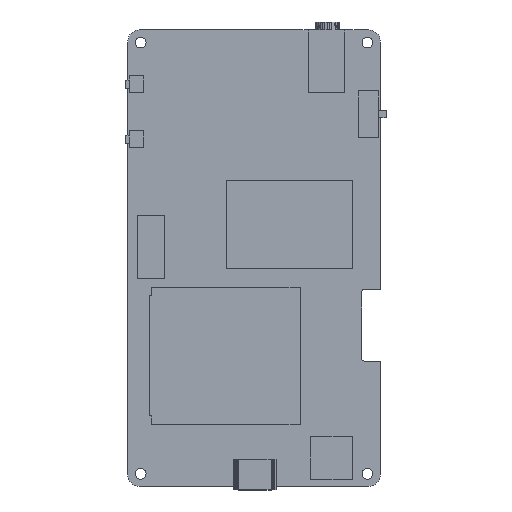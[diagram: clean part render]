
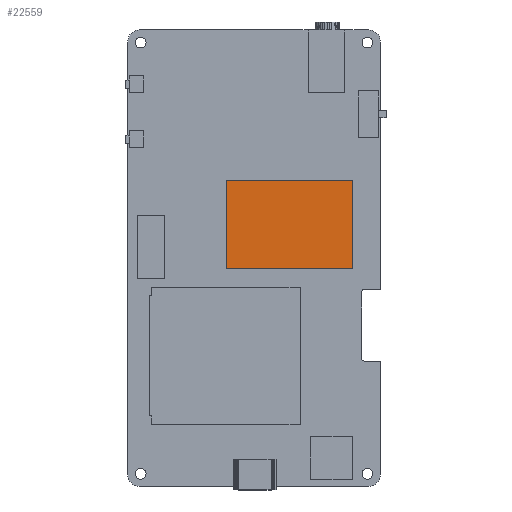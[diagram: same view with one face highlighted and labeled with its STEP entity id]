
A CAD part, top view. The second image highlights one B-rep face of the part: STEP entity #22559.
In plain terms, the highlighted planar face has unit normal (0, 0, 1).
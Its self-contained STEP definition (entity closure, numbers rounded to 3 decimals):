
#21352 = PLANE('',#21353);
#21353 = AXIS2_PLACEMENT_3D('',#21354,#21355,#21356);
#21354 = CARTESIAN_POINT('',(20.237,6.955,
    11.133));
#21355 = DIRECTION('',(1.,0.,0.));
#21356 = DIRECTION('',(0.,0.,1.));
#21380 = PLANE('',#21381);
#21381 = AXIS2_PLACEMENT_3D('',#21382,#21383,#21384);
#21382 = CARTESIAN_POINT('',(7.234,-2.221,
    11.133));
#21383 = DIRECTION('',(-0.,-1.,-0.));
#21384 = DIRECTION('',(0.,0.,-1.));
#21408 = PLANE('',#21409);
#21409 = AXIS2_PLACEMENT_3D('',#21410,#21411,#21412);
#21410 = CARTESIAN_POINT('',(-5.769,6.955,
    11.133));
#21411 = DIRECTION('',(-1.,-0.,-0.));
#21412 = DIRECTION('',(0.,0.,-1.));
#21434 = PLANE('',#21435);
#21435 = AXIS2_PLACEMENT_3D('',#21436,#21437,#21438);
#21436 = CARTESIAN_POINT('',(7.234,16.13,
    11.133));
#21437 = DIRECTION('',(0.,1.,0.));
#21438 = DIRECTION('',(0.,0.,1.));
#22559 = ADVANCED_FACE('',(#22560),#22574,.T.);
#22560 = FACE_BOUND('',#22561,.T.);
#22561 = EDGE_LOOP('',(#22562,#22592,#22615,#22638));
#22562 = ORIENTED_EDGE('',*,*,#22563,.F.);
#22563 = EDGE_CURVE('',#22564,#22566,#22568,.T.);
#22564 = VERTEX_POINT('',#22565);
#22565 = CARTESIAN_POINT('',(-5.769,16.13,
    12.633));
#22566 = VERTEX_POINT('',#22567);
#22567 = CARTESIAN_POINT('',(20.237,16.13,
    12.633));
#22568 = SURFACE_CURVE('',#22569,(#22573,#22585),.PCURVE_S1.);
#22569 = LINE('',#22570,#22571);
#22570 = CARTESIAN_POINT('',(-5.769,16.13,
    12.633));
#22571 = VECTOR('',#22572,1.);
#22572 = DIRECTION('',(1.,0.,0.));
#22573 = PCURVE('',#22574,#22579);
#22574 = PLANE('',#22575);
#22575 = AXIS2_PLACEMENT_3D('',#22576,#22577,#22578);
#22576 = CARTESIAN_POINT('',(7.234,6.955,
    12.633));
#22577 = DIRECTION('',(0.,0.,1.));
#22578 = DIRECTION('',(1.,0.,0.));
#22579 = DEFINITIONAL_REPRESENTATION('',(#22580),#22584);
#22580 = LINE('',#22581,#22582);
#22581 = CARTESIAN_POINT('',(-13.003,9.176));
#22582 = VECTOR('',#22583,1.);
#22583 = DIRECTION('',(1.,0.));
#22584 = ( GEOMETRIC_REPRESENTATION_CONTEXT(2) 
PARAMETRIC_REPRESENTATION_CONTEXT() REPRESENTATION_CONTEXT('2D SPACE',''
  ) );
#22585 = PCURVE('',#21434,#22586);
#22586 = DEFINITIONAL_REPRESENTATION('',(#22587),#22591);
#22587 = LINE('',#22588,#22589);
#22588 = CARTESIAN_POINT('',(1.5,-13.003));
#22589 = VECTOR('',#22590,1.);
#22590 = DIRECTION('',(0.,1.));
#22591 = ( GEOMETRIC_REPRESENTATION_CONTEXT(2) 
PARAMETRIC_REPRESENTATION_CONTEXT() REPRESENTATION_CONTEXT('2D SPACE',''
  ) );
#22592 = ORIENTED_EDGE('',*,*,#22593,.T.);
#22593 = EDGE_CURVE('',#22564,#22594,#22596,.T.);
#22594 = VERTEX_POINT('',#22595);
#22595 = CARTESIAN_POINT('',(-5.769,-2.221,
    12.633));
#22596 = SURFACE_CURVE('',#22597,(#22601,#22608),.PCURVE_S1.);
#22597 = LINE('',#22598,#22599);
#22598 = CARTESIAN_POINT('',(-5.769,16.13,
    12.633));
#22599 = VECTOR('',#22600,1.);
#22600 = DIRECTION('',(0.,-1.,0.));
#22601 = PCURVE('',#22574,#22602);
#22602 = DEFINITIONAL_REPRESENTATION('',(#22603),#22607);
#22603 = LINE('',#22604,#22605);
#22604 = CARTESIAN_POINT('',(-13.003,9.176));
#22605 = VECTOR('',#22606,1.);
#22606 = DIRECTION('',(0.,-1.));
#22607 = ( GEOMETRIC_REPRESENTATION_CONTEXT(2) 
PARAMETRIC_REPRESENTATION_CONTEXT() REPRESENTATION_CONTEXT('2D SPACE',''
  ) );
#22608 = PCURVE('',#21408,#22609);
#22609 = DEFINITIONAL_REPRESENTATION('',(#22610),#22614);
#22610 = LINE('',#22611,#22612);
#22611 = CARTESIAN_POINT('',(-1.5,-9.176));
#22612 = VECTOR('',#22613,1.);
#22613 = DIRECTION('',(0.,1.));
#22614 = ( GEOMETRIC_REPRESENTATION_CONTEXT(2) 
PARAMETRIC_REPRESENTATION_CONTEXT() REPRESENTATION_CONTEXT('2D SPACE',''
  ) );
#22615 = ORIENTED_EDGE('',*,*,#22616,.T.);
#22616 = EDGE_CURVE('',#22594,#22617,#22619,.T.);
#22617 = VERTEX_POINT('',#22618);
#22618 = CARTESIAN_POINT('',(20.237,-2.221,
    12.633));
#22619 = SURFACE_CURVE('',#22620,(#22624,#22631),.PCURVE_S1.);
#22620 = LINE('',#22621,#22622);
#22621 = CARTESIAN_POINT('',(-5.769,-2.221,
    12.633));
#22622 = VECTOR('',#22623,1.);
#22623 = DIRECTION('',(1.,0.,0.));
#22624 = PCURVE('',#22574,#22625);
#22625 = DEFINITIONAL_REPRESENTATION('',(#22626),#22630);
#22626 = LINE('',#22627,#22628);
#22627 = CARTESIAN_POINT('',(-13.003,-9.176));
#22628 = VECTOR('',#22629,1.);
#22629 = DIRECTION('',(1.,0.));
#22630 = ( GEOMETRIC_REPRESENTATION_CONTEXT(2) 
PARAMETRIC_REPRESENTATION_CONTEXT() REPRESENTATION_CONTEXT('2D SPACE',''
  ) );
#22631 = PCURVE('',#21380,#22632);
#22632 = DEFINITIONAL_REPRESENTATION('',(#22633),#22637);
#22633 = LINE('',#22634,#22635);
#22634 = CARTESIAN_POINT('',(-1.5,-13.003));
#22635 = VECTOR('',#22636,1.);
#22636 = DIRECTION('',(0.,1.));
#22637 = ( GEOMETRIC_REPRESENTATION_CONTEXT(2) 
PARAMETRIC_REPRESENTATION_CONTEXT() REPRESENTATION_CONTEXT('2D SPACE',''
  ) );
#22638 = ORIENTED_EDGE('',*,*,#22639,.T.);
#22639 = EDGE_CURVE('',#22617,#22566,#22640,.T.);
#22640 = SURFACE_CURVE('',#22641,(#22645,#22652),.PCURVE_S1.);
#22641 = LINE('',#22642,#22643);
#22642 = CARTESIAN_POINT('',(20.237,-2.221,
    12.633));
#22643 = VECTOR('',#22644,1.);
#22644 = DIRECTION('',(0.,1.,0.));
#22645 = PCURVE('',#22574,#22646);
#22646 = DEFINITIONAL_REPRESENTATION('',(#22647),#22651);
#22647 = LINE('',#22648,#22649);
#22648 = CARTESIAN_POINT('',(13.003,-9.176));
#22649 = VECTOR('',#22650,1.);
#22650 = DIRECTION('',(0.,1.));
#22651 = ( GEOMETRIC_REPRESENTATION_CONTEXT(2) 
PARAMETRIC_REPRESENTATION_CONTEXT() REPRESENTATION_CONTEXT('2D SPACE',''
  ) );
#22652 = PCURVE('',#21352,#22653);
#22653 = DEFINITIONAL_REPRESENTATION('',(#22654),#22658);
#22654 = LINE('',#22655,#22656);
#22655 = CARTESIAN_POINT('',(1.5,9.176));
#22656 = VECTOR('',#22657,1.);
#22657 = DIRECTION('',(0.,-1.));
#22658 = ( GEOMETRIC_REPRESENTATION_CONTEXT(2) 
PARAMETRIC_REPRESENTATION_CONTEXT() REPRESENTATION_CONTEXT('2D SPACE',''
  ) );
